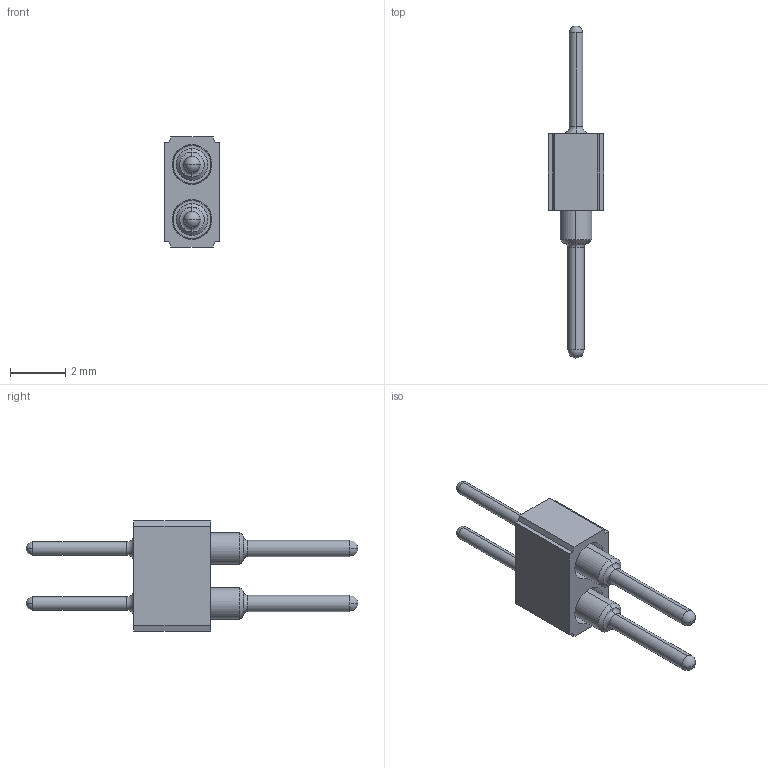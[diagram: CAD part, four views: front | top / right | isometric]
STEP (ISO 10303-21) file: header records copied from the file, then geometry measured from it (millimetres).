
FILE_DESCRIPTION (( 'STEP AP214' ), '1' );
FILE_NAME ('mill-max-832-10-002-10-001000.STEP', '2018-12-25T04:09:59', ( '' ), ( '' ), 'SwSTEP 2.0', 'SolidWorks 2018', '' );
FILE_SCHEMA (( 'AUTOMOTIVE_DESIGN' ));
Length unit declared in the file: inch
Products named in the file (3): mill-max-832-10-002-10-001000; mill-max-832-10-002-10-001000_P4XX-28-010-04-000000_P402-28-010-04-000000; mill-max-832-10-002-10-001000_5012_5012-0-00-15-00-00-03-0
Assembly tree (3 placements, depth 2):
  mill-max-832-10-002-10-001000
    mill-max-832-10-002-10-001000_P4XX-28-010-04-000000_P402-28-010-04-000000
    mill-max-832-10-002-10-001000_5012_5012-0-00-15-00-00-03-0  x2
Bounding box: 2 x 12.06 x 4 mm (x, y, z)
Volume: 26.5 mm3; surface area: 131.6 mm2
Topology: 3 solids, 3 shells, 86 faces, 196 edges, 120 vertices
Faces by surface type: cylinder 32, plane 26, cone 12, torus 8, sphere 8
Entity records: 1696 total; most frequent: DIRECTION 308, CARTESIAN_POINT 265, ORIENTED_EDGE 248, EDGE_CURVE 124, AXIS2_PLACEMENT_3D 123, VERTEX_POINT 80, EDGE_LOOP 66, LINE 62
